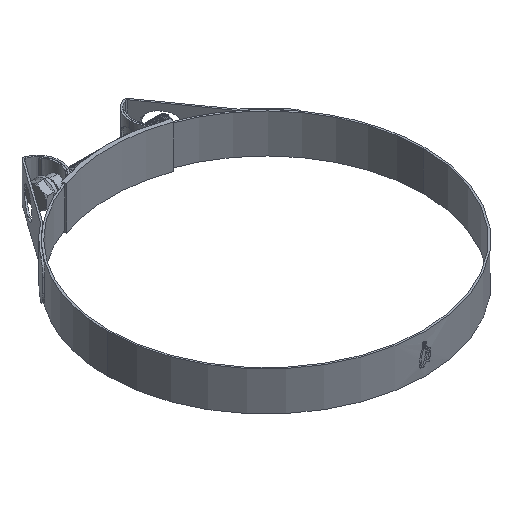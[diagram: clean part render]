
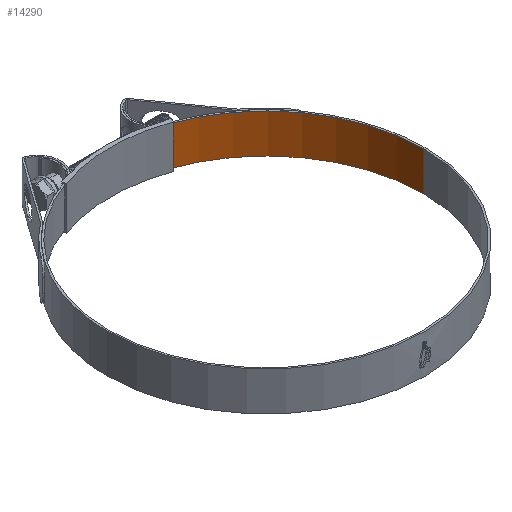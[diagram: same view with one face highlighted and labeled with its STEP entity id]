
A CAD part, isometric view. The second image highlights one B-rep face of the part: STEP entity #14290.
In plain terms, the highlighted cylindrical face has radius 113 mm (diameter 226 mm), a partial arc.
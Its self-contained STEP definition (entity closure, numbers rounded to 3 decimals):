
#176 = EDGE_CURVE ( 'NONE', #31647, #31676, #1832, .T. ) ;
#307 = ORIENTED_EDGE ( 'NONE', *, *, #13811, .T. ) ;
#993 = CARTESIAN_POINT ( 'NONE',  ( 0., 0., 14. ) ) ;
#1317 = DIRECTION ( 'NONE',  ( 0., 0., -1. ) ) ;
#1402 = EDGE_CURVE ( 'NONE', #31676, #19324, #27175, .T. ) ;
#1824 = ORIENTED_EDGE ( 'NONE', *, *, #176, .F. ) ;
#1832 = CIRCLE ( 'NONE', #28475, 113. ) ;
#3755 = VECTOR ( 'NONE', #12021, 1000. ) ;
#3971 = DIRECTION ( 'NONE',  ( -1., 0., 0. ) ) ;
#7433 = DIRECTION ( 'NONE',  ( 0., 0., -1. ) ) ;
#8410 = CARTESIAN_POINT ( 'NONE',  ( 113., 0., -14. ) ) ;
#9130 = CIRCLE ( 'NONE', #17407, 113. ) ;
#9629 = DIRECTION ( 'NONE',  ( -1., 0., 0. ) ) ;
#10908 = CARTESIAN_POINT ( 'NONE',  ( 113., 0., 14. ) ) ;
#11107 = CARTESIAN_POINT ( 'NONE',  ( 36.125, 107.07, 14. ) ) ;
#12021 = DIRECTION ( 'NONE',  ( 0., 0., -1. ) ) ;
#12397 = CARTESIAN_POINT ( 'NONE',  ( 36.125, 107.07, -14. ) ) ;
#13564 = CARTESIAN_POINT ( 'NONE',  ( 0., 0., -14. ) ) ;
#13811 = EDGE_CURVE ( 'NONE', #31647, #21526, #32186, .T. ) ;
#13872 = DIRECTION ( 'NONE',  ( 0., 0., -1. ) ) ;
#14290 = ADVANCED_FACE ( 'NONE', ( #33944 ), #24762, .F. ) ;
#16362 = DIRECTION ( 'NONE',  ( -1., 0., 0. ) ) ;
#16593 = CARTESIAN_POINT ( 'NONE',  ( 36.125, 107.07, 14. ) ) ;
#17407 = AXIS2_PLACEMENT_3D ( 'NONE', #13564, #7433, #16362 ) ;
#18776 = DIRECTION ( 'NONE',  ( 0., 0., -1. ) ) ;
#19306 = ORIENTED_EDGE ( 'NONE', *, *, #1402, .F. ) ;
#19324 = VERTEX_POINT ( 'NONE', #8410 ) ;
#21526 = VERTEX_POINT ( 'NONE', #12397 ) ;
#21590 = EDGE_CURVE ( 'NONE', #21526, #19324, #9130, .T. ) ;
#24762 = CYLINDRICAL_SURFACE ( 'NONE', #33860, 113. ) ;
#25562 = VECTOR ( 'NONE', #1317, 1000. ) ;
#27175 = LINE ( 'NONE', #39349, #3755 ) ;
#27513 = ORIENTED_EDGE ( 'NONE', *, *, #21590, .T. ) ;
#28475 = AXIS2_PLACEMENT_3D ( 'NONE', #993, #13872, #3971 ) ;
#31647 = VERTEX_POINT ( 'NONE', #11107 ) ;
#31676 = VERTEX_POINT ( 'NONE', #10908 ) ;
#32053 = EDGE_LOOP ( 'NONE', ( #19306, #1824, #307, #27513 ) ) ;
#32186 = LINE ( 'NONE', #16593, #25562 ) ;
#33554 = CARTESIAN_POINT ( 'NONE',  ( 0., 0., 14. ) ) ;
#33860 = AXIS2_PLACEMENT_3D ( 'NONE', #33554, #18776, #9629 ) ;
#33944 = FACE_OUTER_BOUND ( 'NONE', #32053, .T. ) ;
#39349 = CARTESIAN_POINT ( 'NONE',  ( 113., 0., 14. ) ) ;
